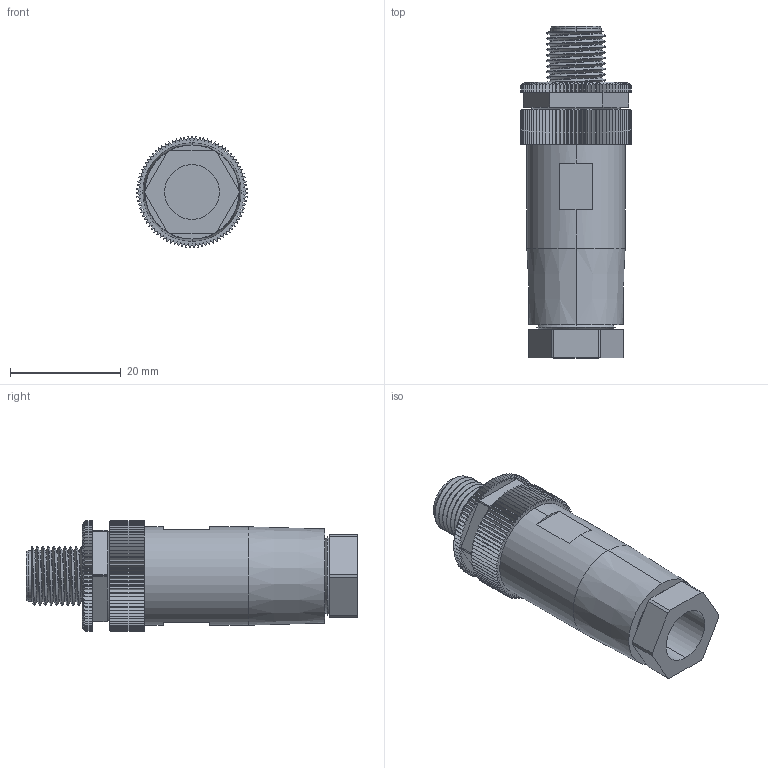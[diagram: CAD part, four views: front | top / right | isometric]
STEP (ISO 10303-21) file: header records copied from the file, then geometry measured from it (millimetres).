
FILE_DESCRIPTION (( 'STEP AP214' ), '1' );
FILE_NAME ('7000-12761-0000000.step', '2016-05-09T18:47:06', ( '' ), ( '' ), 'SwSTEP 2.0', 'SolidWorks 2015', '' );
FILE_SCHEMA (( 'AUTOMOTIVE_DESIGN' ));
Length unit declared in the file: millimetre
Products named in the file (1): 7000-12761-0000000
Bounding box: 20 x 60 x 19.99 mm (x, y, z)
Volume: 11349.5 mm3; surface area: 5748.3 mm2
Topology: 1 solids, 1 shells, 818 faces, 2409 edges, 1604 vertices
Faces by surface type: plane 401, cylinder 225, cone 182, bspline 4, sphere 4, torus 2
Entity records: 33127 total; most frequent: CARTESIAN_POINT 8194, ORIENTED_EDGE 4794, DIRECTION 4239, EDGE_CURVE 2397, VERTEX_POINT 1596, AXIS2_PLACEMENT_3D 1432, LINE 1375, VECTOR 1375
